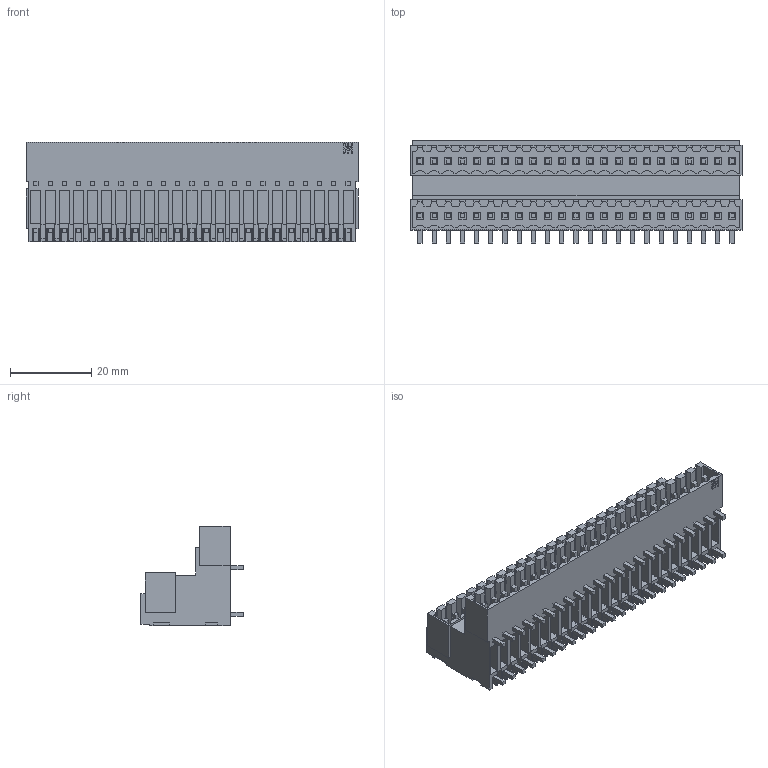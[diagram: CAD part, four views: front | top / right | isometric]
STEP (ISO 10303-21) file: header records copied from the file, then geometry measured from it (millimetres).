
FILE_DESCRIPTION(('CATIA V5 STEP Exchange','CAx-IF Rec.Pracs.--- Model Styling and Organization---1.2---2011-12-15'),'2;1');
FILE_NAME ('D1458727_0_1890680000_1890680000.stp','2016-09-26T13:12:57+00:00',('none'),('Weidmueller'),'CATIA Version 5-6 Release 2014','CATIA V5 STEP AP214','none');
FILE_SCHEMA(('AUTOMOTIVE_DESIGN { 1 0 10303 214 1 1 1 1 }'));
Products named in the file (1): 1890680000_S
Bounding box: 81.9 x 25.2 x 24.55 mm (x, y, z)
Volume: 18649.6 mm3; surface area: 23221.3 mm2
Topology: 47 solids, 47 shells, 2527 faces, 7340 edges, 5002 vertices
Faces by surface type: plane 2277, cylinder 230, extrusion 20
Entity records: 74853 total; most frequent: ORIENTED_EDGE 14680, CARTESIAN_POINT 13790, DIRECTION 9266, EDGE_CURVE 7340, VECTOR 6832, LINE 6812, VERTEX_POINT 5002, EDGE_LOOP 2714
